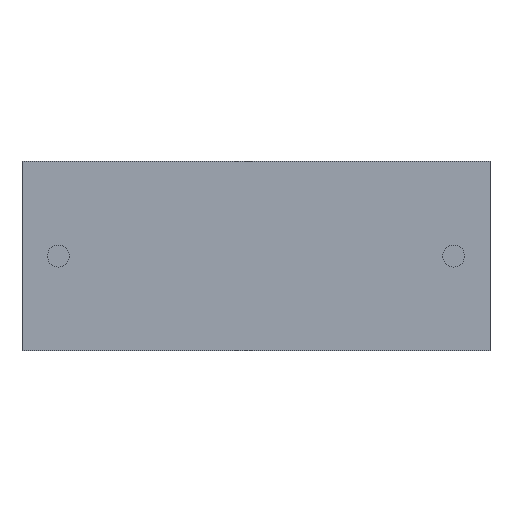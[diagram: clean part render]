
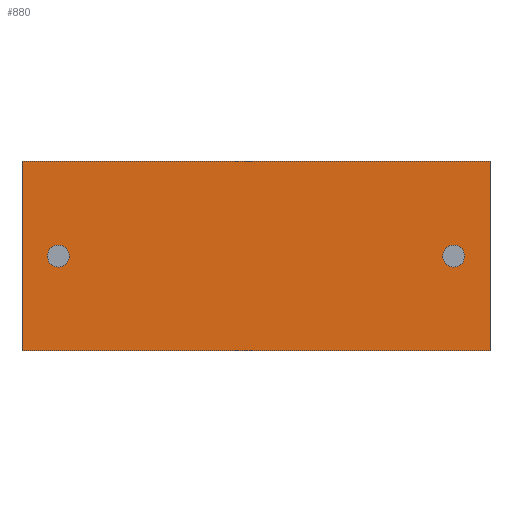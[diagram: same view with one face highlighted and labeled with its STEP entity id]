
A CAD part, front view. The second image highlights one B-rep face of the part: STEP entity #880.
In plain terms, the highlighted planar face has unit normal (0, -1, 0).
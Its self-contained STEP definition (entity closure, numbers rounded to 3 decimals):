
#9 = EDGE_CURVE ( 'NONE', #1259, #1058, #576, .T. ) ;
#46 = EDGE_CURVE ( 'NONE', #393, #985, #1800, .T. ) ;
#67 = DIRECTION ( 'NONE',  ( 0., 1., 0. ) ) ;
#95 = EDGE_CURVE ( 'NONE', #1083, #266, #2153, .T. ) ;
#104 = ORIENTED_EDGE ( 'NONE', *, *, #95, .F. ) ;
#198 = DIRECTION ( 'NONE',  ( 0., -1., 0. ) ) ;
#204 = EDGE_CURVE ( 'NONE', #2250, #266, #2213, .T. ) ;
#266 = VERTEX_POINT ( 'NONE', #2209 ) ;
#279 = DIRECTION ( 'NONE',  ( 0., 0., -1. ) ) ;
#347 = DIRECTION ( 'NONE',  ( 0., 1., 0. ) ) ;
#349 = DIRECTION ( 'NONE',  ( 0., 0., -1. ) ) ;
#359 = FACE_BOUND ( 'NONE', #1693, .T. ) ;
#393 = VERTEX_POINT ( 'NONE', #1848 ) ;
#508 = EDGE_LOOP ( 'NONE', ( #1890, #104, #860, #1137 ) ) ;
#513 = VECTOR ( 'NONE', #2322, 1000. ) ;
#573 = DIRECTION ( 'NONE',  ( 1., 0., 0. ) ) ;
#576 = CIRCLE ( 'NONE', #2307, 0.425 ) ;
#594 = DIRECTION ( 'NONE',  ( 0., 0., 1. ) ) ;
#644 = CARTESIAN_POINT ( 'NONE',  ( 0., 0., 7.3 ) ) ;
#646 = FACE_BOUND ( 'NONE', #2057, .T. ) ;
#735 = DIRECTION ( 'NONE',  ( 0., -1., 0. ) ) ;
#775 = CARTESIAN_POINT ( 'NONE',  ( 0., 0., 7.3 ) ) ;
#789 = CARTESIAN_POINT ( 'NONE',  ( 1.4, 0., 3.65 ) ) ;
#860 = ORIENTED_EDGE ( 'NONE', *, *, #1255, .F. ) ;
#865 = CIRCLE ( 'NONE', #1561, 0.425 ) ;
#879 = VECTOR ( 'NONE', #2314, 1000. ) ;
#880 = ADVANCED_FACE ( 'NONE', ( #359, #1145, #646 ), #1389, .F. ) ;
#921 = ORIENTED_EDGE ( 'NONE', *, *, #1017, .F. ) ;
#985 = VERTEX_POINT ( 'NONE', #1064 ) ;
#1004 = ORIENTED_EDGE ( 'NONE', *, *, #46, .F. ) ;
#1017 = EDGE_CURVE ( 'NONE', #985, #393, #1319, .T. ) ;
#1043 = VECTOR ( 'NONE', #349, 1000. ) ;
#1058 = VERTEX_POINT ( 'NONE', #1299 ) ;
#1064 = CARTESIAN_POINT ( 'NONE',  ( 1.4, 0., 4.075 ) ) ;
#1077 = CARTESIAN_POINT ( 'NONE',  ( 0., 0., 0. ) ) ;
#1083 = VERTEX_POINT ( 'NONE', #1675 ) ;
#1084 = AXIS2_PLACEMENT_3D ( 'NONE', #1863, #735, #2063 ) ;
#1137 = ORIENTED_EDGE ( 'NONE', *, *, #1867, .T. ) ;
#1145 = FACE_OUTER_BOUND ( 'NONE', #508, .T. ) ;
#1217 = CARTESIAN_POINT ( 'NONE',  ( 16.6, 0., 3.65 ) ) ;
#1255 = EDGE_CURVE ( 'NONE', #1661, #1083, #1892, .T. ) ;
#1259 = VERTEX_POINT ( 'NONE', #2081 ) ;
#1269 = AXIS2_PLACEMENT_3D ( 'NONE', #789, #198, #594 ) ;
#1296 = DIRECTION ( 'NONE',  ( 0., 0., -1. ) ) ;
#1298 = ORIENTED_EDGE ( 'NONE', *, *, #2210, .T. ) ;
#1299 = CARTESIAN_POINT ( 'NONE',  ( 16.6, 0., 3.225 ) ) ;
#1319 = CIRCLE ( 'NONE', #1084, 0.425 ) ;
#1389 = PLANE ( 'NONE',  #2103 ) ;
#1490 = CARTESIAN_POINT ( 'NONE',  ( 16.6, 0., 3.65 ) ) ;
#1561 = AXIS2_PLACEMENT_3D ( 'NONE', #1217, #67, #279 ) ;
#1569 = CARTESIAN_POINT ( 'NONE',  ( 0., 0., 0. ) ) ;
#1579 = CARTESIAN_POINT ( 'NONE',  ( 0., 0., 7.3 ) ) ;
#1661 = VERTEX_POINT ( 'NONE', #1579 ) ;
#1675 = CARTESIAN_POINT ( 'NONE',  ( 18., 0., 7.3 ) ) ;
#1693 = EDGE_LOOP ( 'NONE', ( #1919, #1298 ) ) ;
#1712 = CARTESIAN_POINT ( 'NONE',  ( 0., 0., 7.3 ) ) ;
#1717 = CARTESIAN_POINT ( 'NONE',  ( 18., 0., 7.3 ) ) ;
#1800 = CIRCLE ( 'NONE', #1269, 0.425 ) ;
#1848 = CARTESIAN_POINT ( 'NONE',  ( 1.4, 0., 3.225 ) ) ;
#1863 = CARTESIAN_POINT ( 'NONE',  ( 1.4, 0., 3.65 ) ) ;
#1867 = EDGE_CURVE ( 'NONE', #1661, #2250, #2055, .T. ) ;
#1890 = ORIENTED_EDGE ( 'NONE', *, *, #204, .T. ) ;
#1892 = LINE ( 'NONE', #775, #2246 ) ;
#1919 = ORIENTED_EDGE ( 'NONE', *, *, #9, .T. ) ;
#1996 = DIRECTION ( 'NONE',  ( 0., 0., 1. ) ) ;
#2055 = LINE ( 'NONE', #1712, #1043 ) ;
#2057 = EDGE_LOOP ( 'NONE', ( #921, #1004 ) ) ;
#2063 = DIRECTION ( 'NONE',  ( 0., 0., 1. ) ) ;
#2081 = CARTESIAN_POINT ( 'NONE',  ( 16.6, 0., 4.075 ) ) ;
#2103 = AXIS2_PLACEMENT_3D ( 'NONE', #644, #2181, #1996 ) ;
#2153 = LINE ( 'NONE', #1717, #879 ) ;
#2181 = DIRECTION ( 'NONE',  ( 0., 1., 0. ) ) ;
#2209 = CARTESIAN_POINT ( 'NONE',  ( 18., 0., 0. ) ) ;
#2210 = EDGE_CURVE ( 'NONE', #1058, #1259, #865, .T. ) ;
#2213 = LINE ( 'NONE', #1569, #513 ) ;
#2246 = VECTOR ( 'NONE', #573, 1000. ) ;
#2250 = VERTEX_POINT ( 'NONE', #1077 ) ;
#2307 = AXIS2_PLACEMENT_3D ( 'NONE', #1490, #347, #1296 ) ;
#2314 = DIRECTION ( 'NONE',  ( 0., 0., -1. ) ) ;
#2322 = DIRECTION ( 'NONE',  ( 1., 0., 0. ) ) ;
